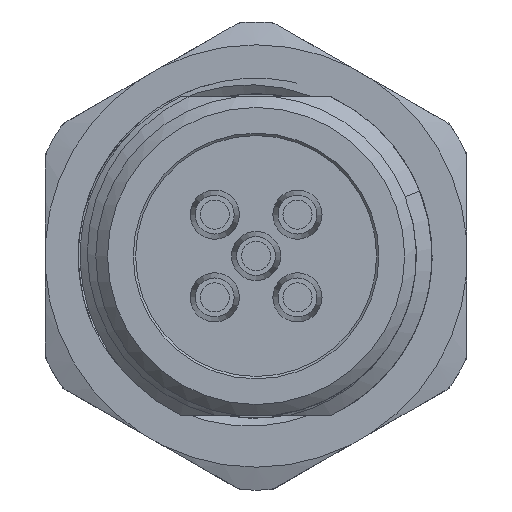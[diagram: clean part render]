
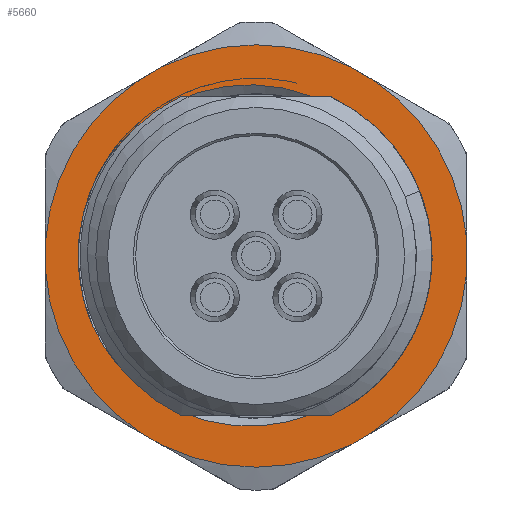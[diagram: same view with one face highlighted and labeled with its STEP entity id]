
A CAD part, left-side view. The second image highlights one B-rep face of the part: STEP entity #5660.
In plain terms, the highlighted planar face has unit normal (-1, 0, 0).
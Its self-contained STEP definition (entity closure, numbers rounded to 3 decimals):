
#297=B_SPLINE_CURVE_WITH_KNOTS('',3,(#19766,#19767,#19768,#19769,#19770,
#19771,#19772),.UNSPECIFIED.,.F.,.F.,(4,1,1,1,4),(0.,
0.004,0.009,0.013,0.017),
 .UNSPECIFIED.);
#298=B_SPLINE_CURVE_WITH_KNOTS('',3,(#19776,#19777,#19778,#19779,#19780,
#19781,#19782),.UNSPECIFIED.,.F.,.F.,(4,1,1,1,4),(0.,
0.004,0.009,0.013,0.017),
 .UNSPECIFIED.);
#560=LINE('',#19783,#797);
#561=LINE('',#19788,#798);
#562=LINE('',#19792,#799);
#563=LINE('',#19796,#800);
#564=LINE('',#19800,#801);
#565=LINE('',#19804,#802);
#797=VECTOR('',#7986,1000.);
#798=VECTOR('',#7989,1000.);
#799=VECTOR('',#7992,1000.);
#800=VECTOR('',#7995,1000.);
#801=VECTOR('',#7998,1000.);
#802=VECTOR('',#8001,1000.);
#1020=PLANE('',#6571);
#2201=ORIENTED_EDGE('',*,*,#3095,.F.);
#2202=ORIENTED_EDGE('',*,*,#3096,.T.);
#2203=ORIENTED_EDGE('',*,*,#3097,.T.);
#2204=ORIENTED_EDGE('',*,*,#3098,.T.);
#2205=ORIENTED_EDGE('',*,*,#3099,.F.);
#2206=ORIENTED_EDGE('',*,*,#3100,.T.);
#2207=ORIENTED_EDGE('',*,*,#3101,.F.);
#2208=ORIENTED_EDGE('',*,*,#3102,.T.);
#2209=ORIENTED_EDGE('',*,*,#3103,.F.);
#2210=ORIENTED_EDGE('',*,*,#3104,.T.);
#2211=ORIENTED_EDGE('',*,*,#3105,.F.);
#2212=ORIENTED_EDGE('',*,*,#3106,.T.);
#2213=ORIENTED_EDGE('',*,*,#3107,.F.);
#2214=ORIENTED_EDGE('',*,*,#3108,.T.);
#2215=ORIENTED_EDGE('',*,*,#3109,.F.);
#2216=ORIENTED_EDGE('',*,*,#3110,.T.);
#3095=EDGE_CURVE('',#3686,#3687,#4045,.T.);
#3096=EDGE_CURVE('',#3686,#3688,#297,.T.);
#3097=EDGE_CURVE('',#3688,#3689,#4046,.F.);
#3098=EDGE_CURVE('',#3689,#3687,#298,.T.);
#3099=EDGE_CURVE('',#3690,#3691,#560,.T.);
#3100=EDGE_CURVE('',#3690,#3692,#4047,.F.);
#3101=EDGE_CURVE('',#3693,#3692,#561,.T.);
#3102=EDGE_CURVE('',#3693,#3694,#4048,.F.);
#3103=EDGE_CURVE('',#3695,#3694,#562,.T.);
#3104=EDGE_CURVE('',#3695,#3696,#4049,.F.);
#3105=EDGE_CURVE('',#3697,#3696,#563,.T.);
#3106=EDGE_CURVE('',#3697,#3698,#4050,.F.);
#3107=EDGE_CURVE('',#3699,#3698,#564,.T.);
#3108=EDGE_CURVE('',#3699,#3700,#4051,.F.);
#3109=EDGE_CURVE('',#3701,#3700,#565,.T.);
#3110=EDGE_CURVE('',#3701,#3691,#4052,.F.);
#3686=VERTEX_POINT('',#19764);
#3687=VERTEX_POINT('',#19765);
#3688=VERTEX_POINT('',#19773);
#3689=VERTEX_POINT('',#19775);
#3690=VERTEX_POINT('',#19784);
#3691=VERTEX_POINT('',#19785);
#3692=VERTEX_POINT('',#19787);
#3693=VERTEX_POINT('',#19789);
#3694=VERTEX_POINT('',#19791);
#3695=VERTEX_POINT('',#19793);
#3696=VERTEX_POINT('',#19795);
#3697=VERTEX_POINT('',#19797);
#3698=VERTEX_POINT('',#19799);
#3699=VERTEX_POINT('',#19801);
#3700=VERTEX_POINT('',#19803);
#3701=VERTEX_POINT('',#19805);
#4045=CIRCLE('',#6572,7.6);
#4046=CIRCLE('',#6573,6.93);
#4047=CIRCLE('',#6574,9.024);
#4048=CIRCLE('',#6575,9.024);
#4049=CIRCLE('',#6576,9.024);
#4050=CIRCLE('',#6577,9.024);
#4051=CIRCLE('',#6578,9.024);
#4052=CIRCLE('',#6579,9.024);
#4562=EDGE_LOOP('',(#2201,#2202,#2203,#2204));
#4563=EDGE_LOOP('',(#2205,#2206,#2207,#2208,#2209,#2210,#2211,#2212,#2213,
#2214,#2215,#2216));
#5129=FACE_BOUND('',#4562,.T.);
#5130=FACE_BOUND('',#4563,.T.);
#5660=ADVANCED_FACE('',(#5129,#5130),#1020,.F.);
#6571=AXIS2_PLACEMENT_3D('',#19762,#7980,#7981);
#6572=AXIS2_PLACEMENT_3D('',#19763,#7982,#7983);
#6573=AXIS2_PLACEMENT_3D('',#19774,#7984,#7985);
#6574=AXIS2_PLACEMENT_3D('',#19786,#7987,#7988);
#6575=AXIS2_PLACEMENT_3D('',#19790,#7990,#7991);
#6576=AXIS2_PLACEMENT_3D('',#19794,#7993,#7994);
#6577=AXIS2_PLACEMENT_3D('',#19798,#7996,#7997);
#6578=AXIS2_PLACEMENT_3D('',#19802,#7999,#8000);
#6579=AXIS2_PLACEMENT_3D('',#19806,#8002,#8003);
#7980=DIRECTION('',(1.,0.,0.));
#7981=DIRECTION('',(0.,0.,-1.));
#7982=DIRECTION('',(-1.,0.,0.));
#7983=DIRECTION('',(0.,1.,0.));
#7984=DIRECTION('',(-1.,0.,0.));
#7985=DIRECTION('',(0.,0.,1.));
#7986=DIRECTION('',(0.,1.,0.));
#7987=DIRECTION('',(1.,0.,0.));
#7988=DIRECTION('',(0.,0.,-1.));
#7989=DIRECTION('',(0.,0.498,-0.867));
#7990=DIRECTION('',(1.,0.,0.));
#7991=DIRECTION('',(0.,0.,-1.));
#7992=DIRECTION('',(0.,-0.498,-0.867));
#7993=DIRECTION('',(1.,0.,0.));
#7994=DIRECTION('',(0.,0.,-1.));
#7995=DIRECTION('',(0.,-1.,0.));
#7996=DIRECTION('',(1.,0.,0.));
#7997=DIRECTION('',(0.,0.,-1.));
#7998=DIRECTION('',(0.,-0.497,0.868));
#7999=DIRECTION('',(1.,0.,0.));
#8000=DIRECTION('',(0.,0.,-1.));
#8001=DIRECTION('',(0.,0.497,0.868));
#8002=DIRECTION('',(1.,0.,0.));
#8003=DIRECTION('',(0.,0.,-1.));
#19762=CARTESIAN_POINT('',(-1.5,0.,0.));
#19763=CARTESIAN_POINT('',(-1.5,0.,0.));
#19764=CARTESIAN_POINT('',(-1.5,-4.081,6.411));
#19765=CARTESIAN_POINT('',(-1.5,3.02,6.974));
#19766=CARTESIAN_POINT('',(-1.5,-4.081,6.411));
#19767=CARTESIAN_POINT('',(-1.5,-5.265,5.593));
#19768=CARTESIAN_POINT('',(-1.5,-7.132,3.294));
#19769=CARTESIAN_POINT('',(-1.5,-7.622,-1.136));
#19770=CARTESIAN_POINT('',(-1.5,-5.55,-5.108));
#19771=CARTESIAN_POINT('',(-1.5,-2.928,-6.508));
#19772=CARTESIAN_POINT('',(-1.5,-1.511,-6.763));
#19773=CARTESIAN_POINT('',(-1.5,-1.511,-6.763));
#19774=CARTESIAN_POINT('',(-1.5,0.,0.));
#19775=CARTESIAN_POINT('',(-1.5,2.558,-6.441));
#19776=CARTESIAN_POINT('',(-1.5,2.558,-6.441));
#19777=CARTESIAN_POINT('',(-1.5,3.917,-5.964));
#19778=CARTESIAN_POINT('',(-1.5,6.29,-4.163));
#19779=CARTESIAN_POINT('',(-1.5,7.705,0.074));
#19780=CARTESIAN_POINT('',(-1.5,6.523,4.38));
#19781=CARTESIAN_POINT('',(-1.5,4.318,6.354));
#19782=CARTESIAN_POINT('',(-1.5,3.02,6.974));
#19783=CARTESIAN_POINT('',(-1.5,-4.376,-8.992));
#19784=CARTESIAN_POINT('',(-1.5,-0.764,-8.992));
#19785=CARTESIAN_POINT('',(-1.5,0.764,-8.992));
#19786=CARTESIAN_POINT('',(-1.5,0.,0.));
#19787=CARTESIAN_POINT('',(-1.5,-7.542,-4.955));
#19788=CARTESIAN_POINT('',(-1.5,-9.974,-0.725));
#19789=CARTESIAN_POINT('',(-1.5,-8.078,-4.024));
#19790=CARTESIAN_POINT('',(-1.5,0.,0.));
#19791=CARTESIAN_POINT('',(-1.5,-8.078,4.024));
#19792=CARTESIAN_POINT('',(-1.5,-5.646,8.254));
#19793=CARTESIAN_POINT('',(-1.5,-7.542,4.955));
#19794=CARTESIAN_POINT('',(-1.5,0.,0.));
#19795=CARTESIAN_POINT('',(-1.5,-0.537,9.008));
#19796=CARTESIAN_POINT('',(-1.5,4.342,9.008));
#19797=CARTESIAN_POINT('',(-1.5,0.537,9.008));
#19798=CARTESIAN_POINT('',(-1.5,0.,0.));
#19799=CARTESIAN_POINT('',(-1.5,7.551,4.941));
#19800=CARTESIAN_POINT('',(-1.5,9.975,0.706));
#19801=CARTESIAN_POINT('',(-1.5,8.085,4.008));
#19802=CARTESIAN_POINT('',(-1.5,0.,0.));
#19803=CARTESIAN_POINT('',(-1.5,8.085,-4.008));
#19804=CARTESIAN_POINT('',(-1.5,5.661,-8.243));
#19805=CARTESIAN_POINT('',(-1.5,7.551,-4.941));
#19806=CARTESIAN_POINT('',(-1.5,0.,0.));
